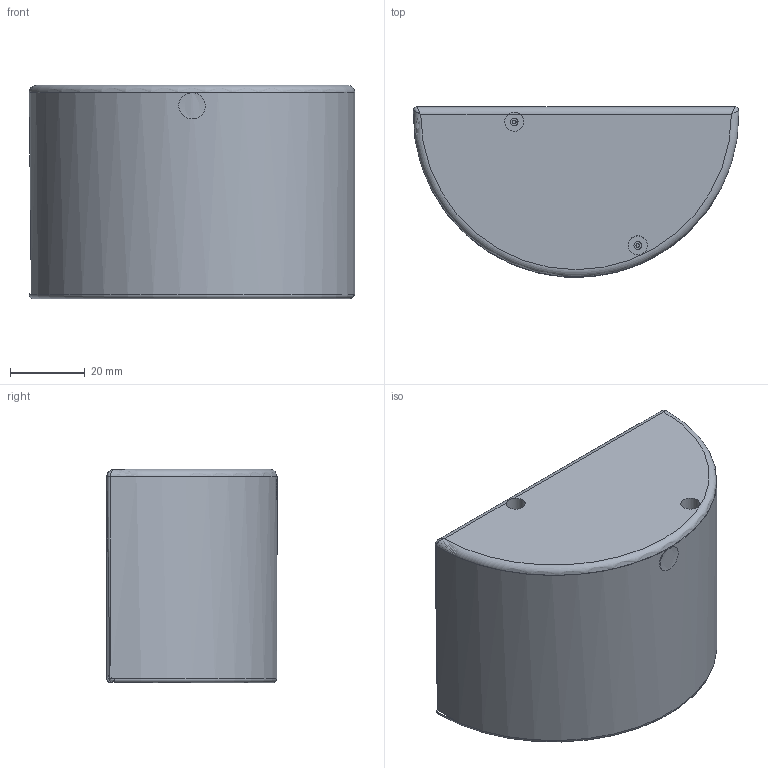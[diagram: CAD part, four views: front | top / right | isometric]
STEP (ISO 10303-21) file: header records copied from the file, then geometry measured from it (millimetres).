
FILE_DESCRIPTION(/* description */ (''),/* implementation_level */ '2;1');
FILE_NAME(/* name */ 'KEY_ITER2 v9.step',/* time_stamp */ '2021-09-03T21:03:12+06:00',/* author */ (''),/* organization */ (''),/* preprocessor_version */ 'ST-DEVELOPER v18.1',/* originating_system */ 'Autodesk Translation Framework v10.10.0.1391',/* authorisation */ '');
FILE_SCHEMA (('AUTOMOTIVE_DESIGN { 1 0 10303 214 3 1 1 }'));
Length unit declared in the file: millimetre
Products named in the file (3): KEY_ITER2; Component1; Component2
Assembly tree (2 placements, depth 2):
  KEY_ITER2
    Component1
    Component2
Bounding box: 86.99 x 45.5 x 57 mm (x, y, z)
Volume: 48083.2 mm3; surface area: 48074.6 mm2
Topology: 2 solids, 2 shells, 107 faces, 241 edges, 147 vertices
Faces by surface type: plane 51, cylinder 39, bspline 14, torus 3
Full cylindrical faces by diameter (mm): 1 x2, 2 x1, 2.032 x2, 3 x2, 4 x1, 5 x1, 5.1 x2, 6 x4, 7 x1, 9 x1, 10 x1
Entity records: 3951 total; most frequent: CARTESIAN_POINT 1549, DIRECTION 496, ORIENTED_EDGE 460, EDGE_CURVE 230, AXIS2_PLACEMENT_3D 191, VERTEX_POINT 144, EDGE_LOOP 126, LINE 114
